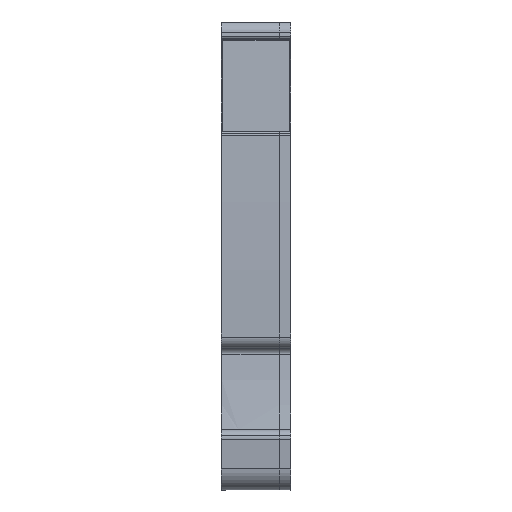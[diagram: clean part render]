
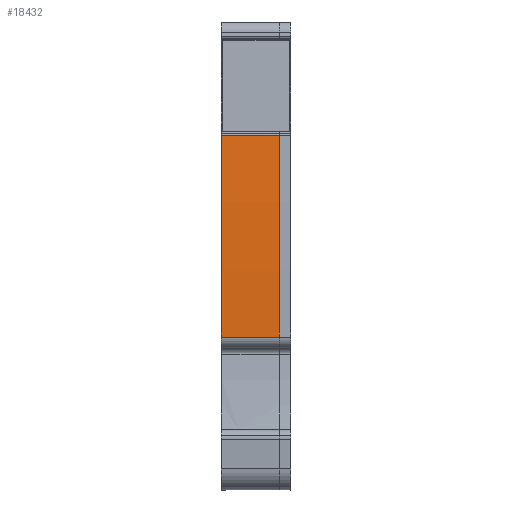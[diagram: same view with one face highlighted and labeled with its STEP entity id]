
A CAD part, front view. The second image highlights one B-rep face of the part: STEP entity #18432.
In plain terms, the highlighted cylindrical face has radius 248.5 mm (diameter 497 mm), a partial arc.
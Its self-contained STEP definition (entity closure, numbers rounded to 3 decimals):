
#12068=AXIS2_PLACEMENT_3D('Circle Axis2P3D',#12066,#12067,$) ;
#18412=AXIS2_PLACEMENT_3D('Cylinder Axis2P3D',#18409,#18410,#18411) ;
#18423=AXIS2_PLACEMENT_3D('Circle Axis2P3D',#18421,#18422,$) ;
#12061=CARTESIAN_POINT('Vertex',(0.,1.517,13.435)) ;
#12066=CARTESIAN_POINT('Axis2P3D Location',(0.,249.99,17.05)) ;
#12070=CARTESIAN_POINT('Vertex',(0.,1.891,31.153)) ;
#18390=CARTESIAN_POINT('Line Origine',(3.05,1.517,13.435)) ;
#18394=CARTESIAN_POINT('Vertex',(5.1,1.517,13.435)) ;
#18409=CARTESIAN_POINT('Axis2P3D Location',(3.05,249.99,17.05)) ;
#18414=CARTESIAN_POINT('Line Origine',(3.05,1.891,31.153)) ;
#18418=CARTESIAN_POINT('Vertex',(5.1,1.891,31.153)) ;
#18421=CARTESIAN_POINT('Axis2P3D Location',(5.1,249.99,17.05)) ;
#12067=DIRECTION('Axis2P3D Direction',(1.,0.,0.)) ;
#18391=DIRECTION('Vector Direction',(1.,0.,0.)) ;
#18410=DIRECTION('Axis2P3D Direction',(1.,0.,0.)) ;
#18411=DIRECTION('Axis2P3D XDirection',(0.,-0.996,0.093)) ;
#18415=DIRECTION('Vector Direction',(1.,0.,0.)) ;
#18422=DIRECTION('Axis2P3D Direction',(1.,0.,0.)) ;
#18392=VECTOR('Line Direction',#18391,1.) ;
#18416=VECTOR('Line Direction',#18415,1.) ;
#18427=ORIENTED_EDGE('',*,*,#18420,.F.) ;
#18428=ORIENTED_EDGE('',*,*,#12072,.T.) ;
#18429=ORIENTED_EDGE('',*,*,#18396,.T.) ;
#18430=ORIENTED_EDGE('',*,*,#18425,.F.) ;
#18432=ADVANCED_FACE('MLD',(#18431),#18413,.T.) ;
#12069=CIRCLE('generated circle',#12068,248.5) ;
#18424=CIRCLE('generated circle',#18423,248.5) ;
#18413=CYLINDRICAL_SURFACE('generated cylinder',#18412,248.5) ;
#12072=EDGE_CURVE('',#12071,#12062,#12069,.T.) ;
#18396=EDGE_CURVE('',#12062,#18395,#18393,.T.) ;
#18420=EDGE_CURVE('',#12071,#18419,#18417,.T.) ;
#18425=EDGE_CURVE('',#18419,#18395,#18424,.T.) ;
#18426=EDGE_LOOP('',(#18427,#18428,#18429,#18430)) ;
#18431=FACE_OUTER_BOUND('',#18426,.T.) ;
#18393=LINE('Line',#18390,#18392) ;
#18417=LINE('Line',#18414,#18416) ;
#12062=VERTEX_POINT('',#12061) ;
#12071=VERTEX_POINT('',#12070) ;
#18395=VERTEX_POINT('',#18394) ;
#18419=VERTEX_POINT('',#18418) ;
